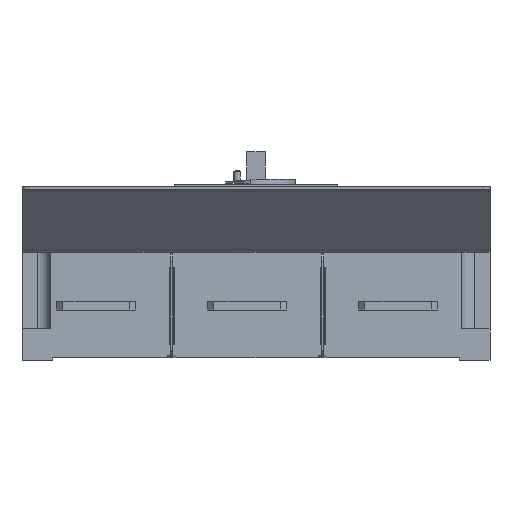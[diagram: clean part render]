
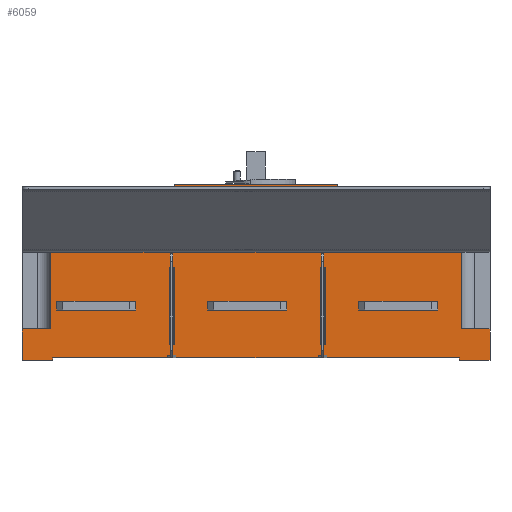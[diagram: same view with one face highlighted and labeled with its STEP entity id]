
A CAD part, front view. The second image highlights one B-rep face of the part: STEP entity #6059.
In plain terms, the highlighted planar face has unit normal (0, -1, 0).
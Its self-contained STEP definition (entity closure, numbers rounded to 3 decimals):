
#2=DIRECTION('',(0.,0.,-1.));
#3=VECTOR('',#2,7.);
#4=CARTESIAN_POINT('',(-88.5,-188.,-95.));
#5=LINE('',#4,#3);
#6=DIRECTION('',(0.,0.,1.));
#7=VECTOR('',#6,61.);
#8=CARTESIAN_POINT('',(50.5,-188.,-117.));
#9=LINE('',#8,#7);
#10=DIRECTION('',(0.,0.,-1.));
#11=VECTOR('',#10,2.);
#12=CARTESIAN_POINT('',(48.5,-188.,-140.));
#13=LINE('',#12,#11);
#14=DIRECTION('',(1.,0.,0.));
#15=VECTOR('',#14,24.5);
#16=CARTESIAN_POINT('',(-299.,-188.,-142.));
#17=LINE('',#16,#15);
#18=DIRECTION('',(0.,0.,-1.));
#19=VECTOR('',#18,25.);
#20=CARTESIAN_POINT('',(-299.,-188.,-117.));
#21=LINE('',#20,#19);
#22=DIRECTION('',(-1.,0.,0.));
#23=VECTOR('',#22,22.5);
#24=CARTESIAN_POINT('',(-276.5,-188.,-117.));
#25=LINE('',#24,#23);
#26=DIRECTION('',(0.,0.,-1.));
#27=VECTOR('',#26,54.);
#28=CARTESIAN_POINT('',(-178.,-188.,-2.));
#29=LINE('',#28,#27);
#30=DIRECTION('',(0.,0.,-1.));
#31=VECTOR('',#30,7.);
#32=CARTESIAN_POINT('',(31.5,-188.,-95.));
#33=LINE('',#32,#31);
#34=DIRECTION('',(0.,0.,-1.));
#35=VECTOR('',#34,7.);
#36=CARTESIAN_POINT('',(-208.5,-188.,-95.));
#37=LINE('',#36,#35);
#42=DIRECTION('',(1.,0.,0.));
#43=VECTOR('',#42,63.);
#44=CARTESIAN_POINT('',(-151.5,-188.,-102.));
#45=LINE('',#44,#43);
#102=DIRECTION('',(0.,0.,-1.));
#103=VECTOR('',#102,7.);
#104=CARTESIAN_POINT('',(-151.5,-188.,-95.));
#105=LINE('',#104,#103);
#110=DIRECTION('',(-1.,0.,0.));
#111=VECTOR('',#110,63.);
#112=CARTESIAN_POINT('',(-88.5,-188.,-95.));
#113=LINE('',#112,#111);
#218=DIRECTION('',(0.,0.,-1.));
#219=VECTOR('',#218,54.);
#220=CARTESIAN_POINT('',(-48.,-188.,-2.));
#221=LINE('',#220,#219);
#252=DIRECTION('',(1.,0.,0.));
#253=VECTOR('',#252,98.5);
#254=CARTESIAN_POINT('',(-48.,-188.,-56.));
#255=LINE('',#254,#253);
#516=DIRECTION('',(1.,0.,0.));
#517=VECTOR('',#516,98.5);
#518=CARTESIAN_POINT('',(-276.5,-188.,-56.));
#519=LINE('',#518,#517);
#626=DIRECTION('',(0.,0.,1.));
#627=VECTOR('',#626,61.);
#628=CARTESIAN_POINT('',(-276.5,-188.,-117.));
#629=LINE('',#628,#627);
#845=DIRECTION('',(-1.,0.,0.));
#846=VECTOR('',#845,323.);
#847=CARTESIAN_POINT('',(48.5,-188.,-140.));
#848=LINE('',#847,#846);
#1580=DIRECTION('',(0.,0.,-1.));
#1581=VECTOR('',#1580,2.);
#1582=CARTESIAN_POINT('',(-274.5,-188.,-140.));
#1583=LINE('',#1582,#1581);
#1653=DIRECTION('',(-1.,0.,0.));
#1654=VECTOR('',#1653,24.5);
#1655=CARTESIAN_POINT('',(73.,-188.,-142.));
#1656=LINE('',#1655,#1654);
#1692=DIRECTION('',(1.,0.,0.));
#1693=VECTOR('',#1692,22.5);
#1694=CARTESIAN_POINT('',(50.5,-188.,-117.));
#1695=LINE('',#1694,#1693);
#1736=DIRECTION('',(0.,0.,-1.));
#1737=VECTOR('',#1736,25.);
#1738=CARTESIAN_POINT('',(73.,-188.,-117.));
#1739=LINE('',#1738,#1737);
#2802=DIRECTION('',(1.,0.,0.));
#2803=VECTOR('',#2802,130.);
#2804=CARTESIAN_POINT('',(-178.,-188.,-2.));
#2805=LINE('',#2804,#2803);
#4194=DIRECTION('',(1.,0.,0.));
#4195=VECTOR('',#4194,63.);
#4196=CARTESIAN_POINT('',(-31.5,-188.,-102.));
#4197=LINE('',#4196,#4195);
#4254=DIRECTION('',(0.,0.,-1.));
#4255=VECTOR('',#4254,7.);
#4256=CARTESIAN_POINT('',(-31.5,-188.,-95.));
#4257=LINE('',#4256,#4255);
#4262=DIRECTION('',(-1.,0.,0.));
#4263=VECTOR('',#4262,63.);
#4264=CARTESIAN_POINT('',(31.5,-188.,-95.));
#4265=LINE('',#4264,#4263);
#4374=DIRECTION('',(1.,0.,0.));
#4375=VECTOR('',#4374,63.);
#4376=CARTESIAN_POINT('',(-271.5,-188.,-102.));
#4377=LINE('',#4376,#4375);
#4434=DIRECTION('',(0.,0.,-1.));
#4435=VECTOR('',#4434,7.);
#4436=CARTESIAN_POINT('',(-271.5,-188.,-95.));
#4437=LINE('',#4436,#4435);
#4442=DIRECTION('',(-1.,0.,0.));
#4443=VECTOR('',#4442,63.);
#4444=CARTESIAN_POINT('',(-208.5,-188.,-95.));
#4445=LINE('',#4444,#4443);
#4550=CARTESIAN_POINT('',(-88.5,-188.,-95.));
#4551=CARTESIAN_POINT('',(-88.5,-188.,-102.));
#4552=VERTEX_POINT('',#4550);
#4553=VERTEX_POINT('',#4551);
#4554=CARTESIAN_POINT('',(-151.5,-188.,-102.));
#4555=VERTEX_POINT('',#4554);
#4556=CARTESIAN_POINT('',(-151.5,-188.,-95.));
#4557=VERTEX_POINT('',#4556);
#4558=CARTESIAN_POINT('',(-48.,-188.,-2.));
#4559=CARTESIAN_POINT('',(-48.,-188.,-56.));
#4560=VERTEX_POINT('',#4558);
#4561=VERTEX_POINT('',#4559);
#4562=CARTESIAN_POINT('',(-178.,-188.,-2.));
#4563=VERTEX_POINT('',#4562);
#4564=CARTESIAN_POINT('',(-178.,-188.,-56.));
#4565=VERTEX_POINT('',#4564);
#4566=CARTESIAN_POINT('',(-276.5,-188.,-56.));
#4567=VERTEX_POINT('',#4566);
#4568=CARTESIAN_POINT('',(-276.5,-188.,-117.));
#4569=VERTEX_POINT('',#4568);
#4570=CARTESIAN_POINT('',(-299.,-188.,-117.));
#4571=VERTEX_POINT('',#4570);
#4572=CARTESIAN_POINT('',(-299.,-188.,-142.));
#4573=VERTEX_POINT('',#4572);
#4574=CARTESIAN_POINT('',(-274.5,-188.,-142.));
#4575=VERTEX_POINT('',#4574);
#4576=CARTESIAN_POINT('',(-274.5,-188.,-140.));
#4577=VERTEX_POINT('',#4576);
#4578=CARTESIAN_POINT('',(48.5,-188.,-140.));
#4579=VERTEX_POINT('',#4578);
#4580=CARTESIAN_POINT('',(48.5,-188.,-142.));
#4581=VERTEX_POINT('',#4580);
#4582=CARTESIAN_POINT('',(73.,-188.,-142.));
#4583=VERTEX_POINT('',#4582);
#4584=CARTESIAN_POINT('',(73.,-188.,-117.));
#4585=VERTEX_POINT('',#4584);
#4586=CARTESIAN_POINT('',(50.5,-188.,-117.));
#4587=VERTEX_POINT('',#4586);
#4588=CARTESIAN_POINT('',(50.5,-188.,-56.));
#4589=VERTEX_POINT('',#4588);
#4590=CARTESIAN_POINT('',(31.5,-188.,-95.));
#4591=CARTESIAN_POINT('',(31.5,-188.,-102.));
#4592=VERTEX_POINT('',#4590);
#4593=VERTEX_POINT('',#4591);
#4594=CARTESIAN_POINT('',(-31.5,-188.,-102.));
#4595=VERTEX_POINT('',#4594);
#4596=CARTESIAN_POINT('',(-31.5,-188.,-95.));
#4597=VERTEX_POINT('',#4596);
#4598=CARTESIAN_POINT('',(-208.5,-188.,-95.));
#4599=CARTESIAN_POINT('',(-208.5,-188.,-102.));
#4600=VERTEX_POINT('',#4598);
#4601=VERTEX_POINT('',#4599);
#4602=CARTESIAN_POINT('',(-271.5,-188.,-102.));
#4603=VERTEX_POINT('',#4602);
#4604=CARTESIAN_POINT('',(-271.5,-188.,-95.));
#4605=VERTEX_POINT('',#4604);
#5990=CARTESIAN_POINT('',(-198.,-188.,-223.));
#5991=DIRECTION('',(0.,-1.,0.));
#5992=DIRECTION('',(0.,0.,-1.));
#5993=AXIS2_PLACEMENT_3D('',#5990,#5991,#5992);
#5994=PLANE('',#5993);
#5996=ORIENTED_EDGE('',*,*,#5995,.T.);
#5998=ORIENTED_EDGE('',*,*,#5997,.T.);
#6000=ORIENTED_EDGE('',*,*,#5999,.F.);
#6002=ORIENTED_EDGE('',*,*,#6001,.T.);
#6004=ORIENTED_EDGE('',*,*,#6003,.T.);
#6006=ORIENTED_EDGE('',*,*,#6005,.T.);
#6008=ORIENTED_EDGE('',*,*,#6007,.F.);
#6010=ORIENTED_EDGE('',*,*,#6009,.T.);
#6012=ORIENTED_EDGE('',*,*,#6011,.T.);
#6014=ORIENTED_EDGE('',*,*,#6013,.F.);
#6016=ORIENTED_EDGE('',*,*,#6015,.F.);
#6018=ORIENTED_EDGE('',*,*,#6017,.F.);
#6020=ORIENTED_EDGE('',*,*,#6019,.T.);
#6022=ORIENTED_EDGE('',*,*,#6021,.T.);
#6024=ORIENTED_EDGE('',*,*,#6023,.F.);
#6026=ORIENTED_EDGE('',*,*,#6025,.T.);
#6027=EDGE_LOOP('',(#5996,#5998,#6000,#6002,#6004,#6006,#6008,#6010,#6012,#6014,
#6016,#6018,#6020,#6022,#6024,#6026));
#6028=FACE_OUTER_BOUND('',#6027,.F.);
#6030=ORIENTED_EDGE('',*,*,#6029,.F.);
#6032=ORIENTED_EDGE('',*,*,#6031,.T.);
#6034=ORIENTED_EDGE('',*,*,#6033,.T.);
#6036=ORIENTED_EDGE('',*,*,#6035,.T.);
#6037=EDGE_LOOP('',(#6030,#6032,#6034,#6036));
#6038=FACE_BOUND('',#6037,.F.);
#6040=ORIENTED_EDGE('',*,*,#6039,.F.);
#6042=ORIENTED_EDGE('',*,*,#6041,.T.);
#6044=ORIENTED_EDGE('',*,*,#6043,.T.);
#6046=ORIENTED_EDGE('',*,*,#6045,.T.);
#6047=EDGE_LOOP('',(#6040,#6042,#6044,#6046));
#6048=FACE_BOUND('',#6047,.F.);
#6050=ORIENTED_EDGE('',*,*,#6049,.F.);
#6052=ORIENTED_EDGE('',*,*,#6051,.T.);
#6054=ORIENTED_EDGE('',*,*,#6053,.T.);
#6056=ORIENTED_EDGE('',*,*,#6055,.T.);
#6057=EDGE_LOOP('',(#6050,#6052,#6054,#6056));
#6058=FACE_BOUND('',#6057,.F.);
#6059=ADVANCED_FACE('',(#6028,#6038,#6048,#6058),#5994,.T.);
#5995=EDGE_CURVE('',#4560,#4561,#221,.T.);
#5997=EDGE_CURVE('',#4561,#4589,#255,.T.);
#5999=EDGE_CURVE('',#4587,#4589,#9,.T.);
#6001=EDGE_CURVE('',#4587,#4585,#1695,.T.);
#6003=EDGE_CURVE('',#4585,#4583,#1739,.T.);
#6005=EDGE_CURVE('',#4583,#4581,#1656,.T.);
#6007=EDGE_CURVE('',#4579,#4581,#13,.T.);
#6009=EDGE_CURVE('',#4579,#4577,#848,.T.);
#6011=EDGE_CURVE('',#4577,#4575,#1583,.T.);
#6013=EDGE_CURVE('',#4573,#4575,#17,.T.);
#6015=EDGE_CURVE('',#4571,#4573,#21,.T.);
#6017=EDGE_CURVE('',#4569,#4571,#25,.T.);
#6019=EDGE_CURVE('',#4569,#4567,#629,.T.);
#6021=EDGE_CURVE('',#4567,#4565,#519,.T.);
#6023=EDGE_CURVE('',#4563,#4565,#29,.T.);
#6025=EDGE_CURVE('',#4563,#4560,#2805,.T.);
#6029=EDGE_CURVE('',#4552,#4553,#5,.T.);
#6031=EDGE_CURVE('',#4552,#4557,#113,.T.);
#6033=EDGE_CURVE('',#4557,#4555,#105,.T.);
#6035=EDGE_CURVE('',#4555,#4553,#45,.T.);
#6039=EDGE_CURVE('',#4592,#4593,#33,.T.);
#6041=EDGE_CURVE('',#4592,#4597,#4265,.T.);
#6043=EDGE_CURVE('',#4597,#4595,#4257,.T.);
#6045=EDGE_CURVE('',#4595,#4593,#4197,.T.);
#6049=EDGE_CURVE('',#4600,#4601,#37,.T.);
#6051=EDGE_CURVE('',#4600,#4605,#4445,.T.);
#6053=EDGE_CURVE('',#4605,#4603,#4437,.T.);
#6055=EDGE_CURVE('',#4603,#4601,#4377,.T.);
